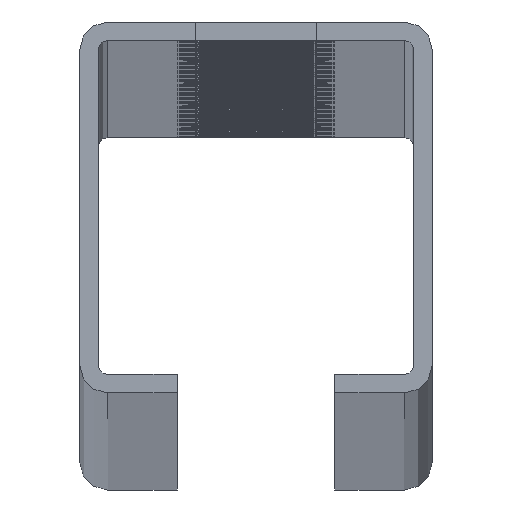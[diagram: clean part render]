
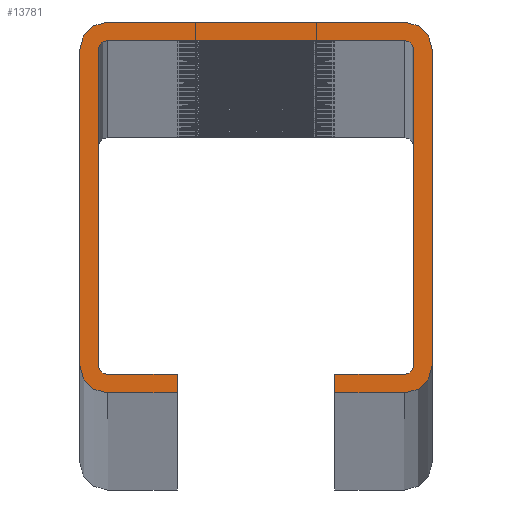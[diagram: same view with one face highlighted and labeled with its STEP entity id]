
A CAD part, top view. The second image highlights one B-rep face of the part: STEP entity #13781.
In plain terms, the highlighted planar face has unit normal (0, 0, 1).
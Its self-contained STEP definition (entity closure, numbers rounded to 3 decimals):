
#11773=CARTESIAN_POINT('',(8.5,-20.0,6000.0));
#11774=VERTEX_POINT('',#11773);
#11775=CARTESIAN_POINT('',(8.5,-18.0,6000.0));
#11776=VERTEX_POINT('',#11775);
#11777=CARTESIAN_POINT('',(8.5,-20.0,6000.0));
#11778=DIRECTION('',(0.0,1.0,0.0));
#11779=VECTOR('',#11778,2.0);
#11780=LINE('',#11777,#11779);
#11781=EDGE_CURVE('',#11774,#11776,#11780,.T.);
#11813=CARTESIAN_POINT('',(16.,-18.0,6000.0));
#11814=VERTEX_POINT('',#11813);
#11815=CARTESIAN_POINT('',(8.5,-18.0,6000.0));
#11816=DIRECTION('',(1.0,0.0,0.0));
#11817=VECTOR('',#11816,7.5);
#11818=LINE('',#11815,#11817);
#11819=EDGE_CURVE('',#11776,#11814,#11818,.T.);
#11844=CARTESIAN_POINT('',(17.,-17.0,6000.0));
#11845=VERTEX_POINT('',#11844);
#11846=CARTESIAN_POINT('',(16.,-17.0,6000.0));
#11847=DIRECTION('',(0.0,0.0,1.0));
#11848=DIRECTION('',(0.0,1.0,0.0));
#11849=AXIS2_PLACEMENT_3D('',#11846,#11847,#11848);
#11850=CIRCLE('',#11849,1.0);
#11851=EDGE_CURVE('',#11814,#11845,#11850,.T.);
#11877=CARTESIAN_POINT('',(17.,17.0,6000.0));
#11878=VERTEX_POINT('',#11877);
#11879=CARTESIAN_POINT('',(17.,-17.0,6000.0));
#11880=DIRECTION('',(0.0,1.0,0.0));
#11881=VECTOR('',#11880,34.0);
#11882=LINE('',#11879,#11881);
#11883=EDGE_CURVE('',#11845,#11878,#11882,.T.);
#11908=CARTESIAN_POINT('',(16.,18.0,6000.0));
#11909=VERTEX_POINT('',#11908);
#11910=CARTESIAN_POINT('',(16.,17.0,6000.0));
#11911=DIRECTION('',(0.0,0.0,1.0));
#11912=DIRECTION('',(-1.0,0.0,0.0));
#11913=AXIS2_PLACEMENT_3D('',#11910,#11911,#11912);
#11914=CIRCLE('',#11913,1.0);
#11915=EDGE_CURVE('',#11878,#11909,#11914,.T.);
#11941=CARTESIAN_POINT('',(-16.,18.0,6000.0));
#11942=VERTEX_POINT('',#11941);
#11943=CARTESIAN_POINT('',(16.,18.0,6000.0));
#11944=DIRECTION('',(-1.0,0.0,0.0));
#11945=VECTOR('',#11944,32.);
#11946=LINE('',#11943,#11945);
#11947=EDGE_CURVE('',#11909,#11942,#11946,.T.);
#12647=CARTESIAN_POINT('',(-17.,17.0,6000.0));
#12648=VERTEX_POINT('',#12647);
#12649=CARTESIAN_POINT('',(-16.,17.0,6000.0));
#12650=DIRECTION('',(0.0,0.0,1.0));
#12651=DIRECTION('',(0.0,-1.0,0.0));
#12652=AXIS2_PLACEMENT_3D('',#12649,#12650,#12651);
#12653=CIRCLE('',#12652,1.0);
#12654=EDGE_CURVE('',#11942,#12648,#12653,.T.);
#12680=CARTESIAN_POINT('',(-17.,-17.0,6000.0));
#12681=VERTEX_POINT('',#12680);
#12682=CARTESIAN_POINT('',(-17.,17.0,6000.0));
#12683=DIRECTION('',(0.0,-1.0,0.0));
#12684=VECTOR('',#12683,34.0);
#12685=LINE('',#12682,#12684);
#12686=EDGE_CURVE('',#12648,#12681,#12685,.T.);
#12711=CARTESIAN_POINT('',(-16.,-18.0,6000.0));
#12712=VERTEX_POINT('',#12711);
#12713=CARTESIAN_POINT('',(-16.,-17.0,6000.0));
#12714=DIRECTION('',(0.0,0.0,1.0));
#12715=DIRECTION('',(1.0,0.0,0.0));
#12716=AXIS2_PLACEMENT_3D('',#12713,#12714,#12715);
#12717=CIRCLE('',#12716,1.0);
#12718=EDGE_CURVE('',#12681,#12712,#12717,.T.);
#12744=CARTESIAN_POINT('',(-8.5,-18.0,6000.0));
#12745=VERTEX_POINT('',#12744);
#12746=CARTESIAN_POINT('',(-16.,-18.0,6000.0));
#12747=DIRECTION('',(1.0,0.0,0.0));
#12748=VECTOR('',#12747,7.5);
#12749=LINE('',#12746,#12748);
#12750=EDGE_CURVE('',#12712,#12745,#12749,.T.);
#12775=CARTESIAN_POINT('',(-8.5,-20.0,6000.0));
#12776=VERTEX_POINT('',#12775);
#12777=CARTESIAN_POINT('',(-8.5,-18.0,6000.0));
#12778=DIRECTION('',(0.0,-1.0,0.0));
#12779=VECTOR('',#12778,2.0);
#12780=LINE('',#12777,#12779);
#12781=EDGE_CURVE('',#12745,#12776,#12780,.T.);
#12806=CARTESIAN_POINT('',(-16.,-20.0,6000.0));
#12807=VERTEX_POINT('',#12806);
#12808=CARTESIAN_POINT('',(-8.5,-20.0,6000.0));
#12809=DIRECTION('',(-1.0,0.0,0.0));
#12810=VECTOR('',#12809,7.5);
#12811=LINE('',#12808,#12810);
#12812=EDGE_CURVE('',#12776,#12807,#12811,.T.);
#12837=CARTESIAN_POINT('',(-19.,-17.,6000.0));
#12838=VERTEX_POINT('',#12837);
#12839=CARTESIAN_POINT('',(-16.,-17.0,6000.0));
#12840=DIRECTION('',(0.0,0.0,-1.0));
#12841=DIRECTION('',(-1.0,0.0,0.0));
#12842=AXIS2_PLACEMENT_3D('',#12839,#12840,#12841);
#12843=CIRCLE('',#12842,3.);
#12844=EDGE_CURVE('',#12807,#12838,#12843,.T.);
#12870=CARTESIAN_POINT('',(-19.,17.,6000.0));
#12871=VERTEX_POINT('',#12870);
#12872=CARTESIAN_POINT('',(-19.,-17.,6000.0));
#12873=DIRECTION('',(0.0,1.0,0.0));
#12874=VECTOR('',#12873,34.0);
#12875=LINE('',#12872,#12874);
#12876=EDGE_CURVE('',#12838,#12871,#12875,.T.);
#12901=CARTESIAN_POINT('',(-16.,20.0,6000.0));
#12902=VERTEX_POINT('',#12901);
#12903=CARTESIAN_POINT('',(-16.,17.0,6000.0));
#12904=DIRECTION('',(0.0,0.0,-1.0));
#12905=DIRECTION('',(0.0,1.0,0.0));
#12906=AXIS2_PLACEMENT_3D('',#12903,#12904,#12905);
#12907=CIRCLE('',#12906,3.);
#12908=EDGE_CURVE('',#12871,#12902,#12907,.T.);
#12934=CARTESIAN_POINT('',(16.,20.0,6000.0));
#12935=VERTEX_POINT('',#12934);
#12936=CARTESIAN_POINT('',(-16.,20.0,6000.0));
#12937=DIRECTION('',(1.0,0.0,0.0));
#12938=VECTOR('',#12937,32.);
#12939=LINE('',#12936,#12938);
#12940=EDGE_CURVE('',#12902,#12935,#12939,.T.);
#13640=CARTESIAN_POINT('',(19.,17.,6000.0));
#13641=VERTEX_POINT('',#13640);
#13642=CARTESIAN_POINT('',(16.,17.0,6000.0));
#13643=DIRECTION('',(0.0,0.0,-1.0));
#13644=DIRECTION('',(1.0,0.0,0.0));
#13645=AXIS2_PLACEMENT_3D('',#13642,#13643,#13644);
#13646=CIRCLE('',#13645,3.);
#13647=EDGE_CURVE('',#12935,#13641,#13646,.T.);
#13673=CARTESIAN_POINT('',(19.,-17.,6000.0));
#13674=VERTEX_POINT('',#13673);
#13675=CARTESIAN_POINT('',(19.,17.,6000.0));
#13676=DIRECTION('',(0.0,-1.0,0.0));
#13677=VECTOR('',#13676,34.0);
#13678=LINE('',#13675,#13677);
#13679=EDGE_CURVE('',#13641,#13674,#13678,.T.);
#13704=CARTESIAN_POINT('',(16.,-20.0,6000.0));
#13705=VERTEX_POINT('',#13704);
#13706=CARTESIAN_POINT('',(16.,-17.0,6000.0));
#13707=DIRECTION('',(0.0,0.0,-1.0));
#13708=DIRECTION('',(0.0,-1.0,0.0));
#13709=AXIS2_PLACEMENT_3D('',#13706,#13707,#13708);
#13710=CIRCLE('',#13709,3.);
#13711=EDGE_CURVE('',#13674,#13705,#13710,.T.);
#13737=CARTESIAN_POINT('',(16.,-20.0,6000.0));
#13738=DIRECTION('',(-1.0,0.0,0.0));
#13739=VECTOR('',#13738,7.5);
#13740=LINE('',#13737,#13739);
#13741=EDGE_CURVE('',#13705,#11774,#13740,.T.);
#13754=CARTESIAN_POINT('',(0.0,0.0,6000.0));
#13755=DIRECTION('',(0.0,0.0,1.0));
#13756=DIRECTION('',(1.0,0.0,0.0));
#13757=AXIS2_PLACEMENT_3D('',#13754,#13755,#13756);
#13758=PLANE('',#13757);
#13759=ORIENTED_EDGE('',*,*,#12781,.F.);
#13760=ORIENTED_EDGE('',*,*,#12750,.F.);
#13761=ORIENTED_EDGE('',*,*,#12718,.F.);
#13762=ORIENTED_EDGE('',*,*,#12686,.F.);
#13763=ORIENTED_EDGE('',*,*,#12654,.F.);
#13764=ORIENTED_EDGE('',*,*,#11947,.F.);
#13765=ORIENTED_EDGE('',*,*,#11915,.F.);
#13766=ORIENTED_EDGE('',*,*,#11883,.F.);
#13767=ORIENTED_EDGE('',*,*,#11851,.F.);
#13768=ORIENTED_EDGE('',*,*,#11819,.F.);
#13769=ORIENTED_EDGE('',*,*,#11781,.F.);
#13770=ORIENTED_EDGE('',*,*,#13741,.F.);
#13771=ORIENTED_EDGE('',*,*,#13711,.F.);
#13772=ORIENTED_EDGE('',*,*,#13679,.F.);
#13773=ORIENTED_EDGE('',*,*,#13647,.F.);
#13774=ORIENTED_EDGE('',*,*,#12940,.F.);
#13775=ORIENTED_EDGE('',*,*,#12908,.F.);
#13776=ORIENTED_EDGE('',*,*,#12876,.F.);
#13777=ORIENTED_EDGE('',*,*,#12844,.F.);
#13778=ORIENTED_EDGE('',*,*,#12812,.F.);
#13779=EDGE_LOOP('',(#13759,#13760,#13761,#13762,#13763,#13764,#13765,#13766,#13767,#13768,#13769,#13770,#13771,#13772,#13773,#13774,#13775,#13776,#13777,#13778));
#13780=FACE_OUTER_BOUND('',#13779,.T.);
#13781=ADVANCED_FACE('',(#13780),#13758,.T.);
